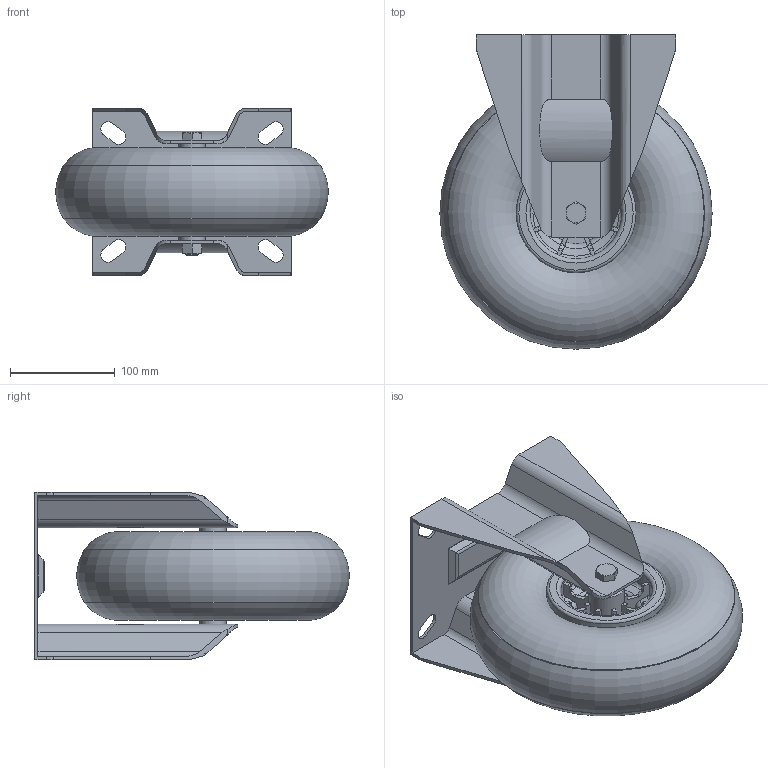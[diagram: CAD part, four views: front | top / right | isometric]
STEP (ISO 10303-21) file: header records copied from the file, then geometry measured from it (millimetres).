
FILE_DESCRIPTION( ( 'STEP AP214' ), ' ' );
FILE_NAME( '826602.stp', '2017-04-27T08:13:10', ( '' ), ( '' ), ' ', 'PARTsolutions', ' ' );
FILE_SCHEMA( ( 'AUTOMOTIVE_DESIGN { 1 0 10303 214 1 1 1 1 }' ) );
Length unit declared in the file: millimetre
Products named in the file (6): 826602; _822602; _Shaft 260-M12-85-25900; _SF/NL 260; _Bolt M12-110(GREY); _Nut M12(GREY)
Assembly tree (5 placements, depth 2):
  826602
    _822602
    _Shaft 260-M12-85-25900
    _SF/NL 260
    _Bolt M12-110(GREY)
    _Nut M12(GREY)
Bounding box: 259.85 x 299.93 x 160 mm (x, y, z)
Volume: 1712202.7 mm3; surface area: 507353.3 mm2
Topology: 5 solids, 6 shells, 447 faces, 1238 edges, 810 vertices
Faces by surface type: plane 180, cylinder 121, torus 89, cone 55, sphere 2
Full cylindrical faces by diameter (mm): 10 x1, 10.106 x1, 12 x2, 12.2 x2, 16.47 x1, 16.5 x1, 25 x2, 34 x2, 87.5 x2, 114 x2, 244.6 x2
Entity records: 19978 total; most frequent: CARTESIAN_POINT 5195, ORIENTED_EDGE 2398, DIRECTION 2230, EDGE_CURVE 1199, AXIS2_PLACEMENT_3D 861, VERTEX_POINT 804, LINE 508, VECTOR 508
